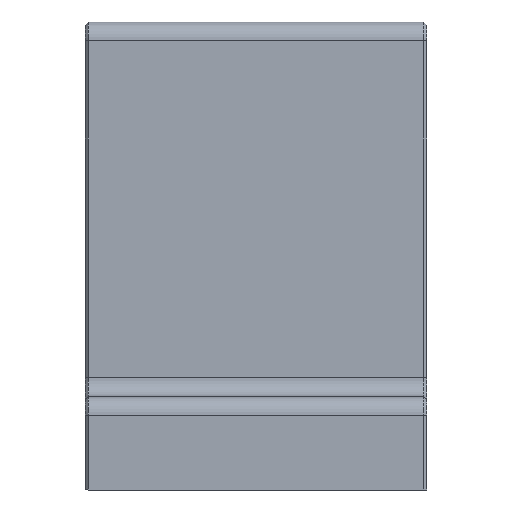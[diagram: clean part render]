
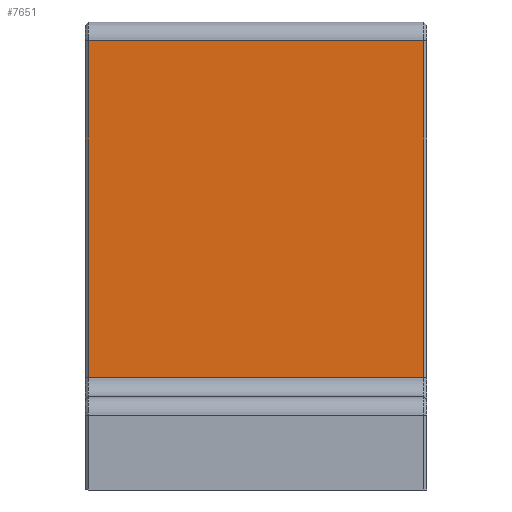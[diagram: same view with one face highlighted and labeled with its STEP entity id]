
A CAD part, front view. The second image highlights one B-rep face of the part: STEP entity #7651.
In plain terms, the highlighted planar face has unit normal (0, -1, 0).
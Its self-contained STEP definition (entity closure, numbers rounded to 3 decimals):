
#6914=CARTESIAN_POINT('',(-35.8,-50.,24.));
#6915=VERTEX_POINT('',#6914);
#6947=CARTESIAN_POINT('',(-35.8,-50.,96.));
#6948=VERTEX_POINT('',#6947);
#6964=CARTESIAN_POINT('',(-35.8,-50.,24.));
#6965=DIRECTION('',(0.0,0.0,1.0));
#6966=VECTOR('',#6965,72.);
#6967=LINE('',#6964,#6966);
#6968=EDGE_CURVE('',#6915,#6948,#6967,.T.);
#7609=CARTESIAN_POINT('',(35.8,-50.,96.));
#7610=VERTEX_POINT('',#7609);
#7611=CARTESIAN_POINT('',(35.8,-50.,96.));
#7612=DIRECTION('',(-1.0,0.0,0.0));
#7613=VECTOR('',#7612,71.6);
#7614=LINE('',#7611,#7613);
#7615=EDGE_CURVE('',#7610,#6948,#7614,.T.);
#7628=CARTESIAN_POINT('',(0.0,-50.,100.));
#7629=DIRECTION('',(0.0,1.0,0.0));
#7630=DIRECTION('',(0.0,0.0,1.0));
#7631=AXIS2_PLACEMENT_3D('',#7628,#7629,#7630);
#7632=PLANE('',#7631);
#7633=ORIENTED_EDGE('',*,*,#6968,.F.);
#7634=CARTESIAN_POINT('',(35.8,-50.,24.));
#7635=VERTEX_POINT('',#7634);
#7636=CARTESIAN_POINT('',(-35.8,-50.,24.));
#7637=DIRECTION('',(1.0,0.0,0.0));
#7638=VECTOR('',#7637,71.6);
#7639=LINE('',#7636,#7638);
#7640=EDGE_CURVE('',#6915,#7635,#7639,.T.);
#7641=ORIENTED_EDGE('',*,*,#7640,.T.);
#7642=CARTESIAN_POINT('',(35.8,-50.,96.));
#7643=DIRECTION('',(0.0,0.0,-1.0));
#7644=VECTOR('',#7643,72.);
#7645=LINE('',#7642,#7644);
#7646=EDGE_CURVE('',#7610,#7635,#7645,.T.);
#7647=ORIENTED_EDGE('',*,*,#7646,.F.);
#7648=ORIENTED_EDGE('',*,*,#7615,.T.);
#7649=EDGE_LOOP('',(#7633,#7641,#7647,#7648));
#7650=FACE_OUTER_BOUND('',#7649,.T.);
#7651=ADVANCED_FACE('',(#7650),#7632,.F.);
